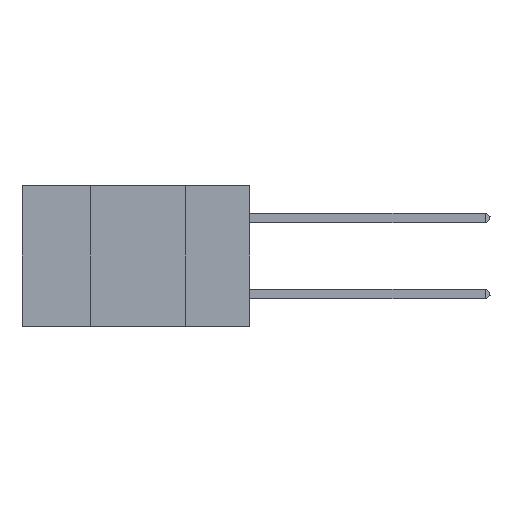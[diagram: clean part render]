
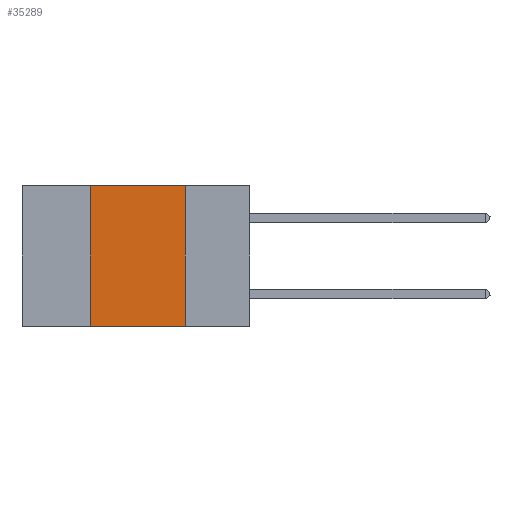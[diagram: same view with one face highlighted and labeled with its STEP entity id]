
A CAD part, left-side view. The second image highlights one B-rep face of the part: STEP entity #35289.
In plain terms, the highlighted planar face has unit normal (-1, 0, 0).
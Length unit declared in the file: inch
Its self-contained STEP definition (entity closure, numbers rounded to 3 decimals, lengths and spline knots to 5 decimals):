
#1575 = DIRECTION ( 'NONE',  ( 0., 0., 1. ) ) ;
#3255 = VECTOR ( 'NONE', #8389, 39.37008 ) ;
#3476 = CARTESIAN_POINT ( 'NONE',  ( 0., 0.17, -0.37 ) ) ;
#4133 = LINE ( 'NONE', #38963, #34229 ) ;
#5484 = ORIENTED_EDGE ( 'NONE', *, *, #38977, .F. ) ;
#6238 = LINE ( 'NONE', #7271, #12062 ) ;
#7271 = CARTESIAN_POINT ( 'NONE',  ( 0., 0.6, -0.37 ) ) ;
#7323 = VERTEX_POINT ( 'NONE', #25557 ) ;
#8389 = DIRECTION ( 'NONE',  ( 0., -1., 0. ) ) ;
#9013 = DIRECTION ( 'NONE',  ( 0., 0., -1. ) ) ;
#9415 = EDGE_CURVE ( 'NONE', #18823, #10833, #14541, .T. ) ;
#10833 = VERTEX_POINT ( 'NONE', #3476 ) ;
#11643 = CARTESIAN_POINT ( 'NONE',  ( 0., 0.17, 0. ) ) ;
#12011 = DIRECTION ( 'NONE',  ( 0., -1., 0. ) ) ;
#12062 = VECTOR ( 'NONE', #12011, 39.37008 ) ;
#12897 = EDGE_LOOP ( 'NONE', ( #30348, #5484, #33831, #34033 ) ) ;
#14541 = LINE ( 'NONE', #11643, #27668 ) ;
#14993 = EDGE_CURVE ( 'NONE', #7323, #10833, #6238, .T. ) ;
#15170 = DIRECTION ( 'NONE',  ( 1., 0., 0. ) ) ;
#18147 = PLANE ( 'NONE',  #28952 ) ;
#18823 = VERTEX_POINT ( 'NONE', #38952 ) ;
#19803 = LINE ( 'NONE', #24018, #3255 ) ;
#23404 = EDGE_CURVE ( 'NONE', #7323, #29435, #4133, .T. ) ;
#24018 = CARTESIAN_POINT ( 'NONE',  ( 0., 0.6, 0. ) ) ;
#24686 = CARTESIAN_POINT ( 'NONE',  ( 0., 0.6, 0. ) ) ;
#24944 = DIRECTION ( 'NONE',  ( 0., 0., -1. ) ) ;
#25557 = CARTESIAN_POINT ( 'NONE',  ( 0., 0.42, -0.37 ) ) ;
#27668 = VECTOR ( 'NONE', #9013, 39.37008 ) ;
#28952 = AXIS2_PLACEMENT_3D ( 'NONE', #24686, #15170, #24944 ) ;
#29435 = VERTEX_POINT ( 'NONE', #30036 ) ;
#30036 = CARTESIAN_POINT ( 'NONE',  ( 0., 0.42, 0. ) ) ;
#30348 = ORIENTED_EDGE ( 'NONE', *, *, #9415, .F. ) ;
#33831 = ORIENTED_EDGE ( 'NONE', *, *, #23404, .F. ) ;
#34033 = ORIENTED_EDGE ( 'NONE', *, *, #14993, .T. ) ;
#34229 = VECTOR ( 'NONE', #1575, 39.37008 ) ;
#35053 = FACE_OUTER_BOUND ( 'NONE', #12897, .T. ) ;
#35289 = ADVANCED_FACE ( 'NONE', ( #35053 ), #18147, .F. ) ;
#38952 = CARTESIAN_POINT ( 'NONE',  ( 0., 0.17, 0. ) ) ;
#38963 = CARTESIAN_POINT ( 'NONE',  ( 0., 0.42, 0. ) ) ;
#38977 = EDGE_CURVE ( 'NONE', #29435, #18823, #19803, .T. ) ;
